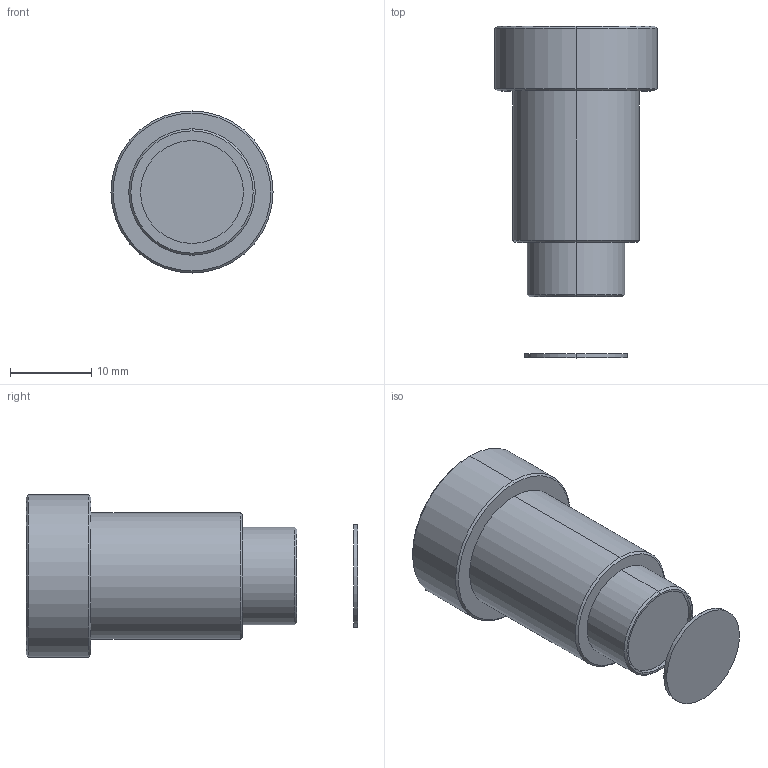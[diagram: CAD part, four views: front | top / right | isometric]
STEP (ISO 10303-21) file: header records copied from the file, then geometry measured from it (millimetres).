
FILE_DESCRIPTION (( 'STEP AP214' ), '1' );
FILE_NAME ('L046-35-M12.STEP', '', ( '' ), ( '' ), '', '', '' );
FILE_SCHEMA (( 'AUTOMOTIVE_DESIGN' ));
Length unit declared in the file: millimetre
Products named in the file (1): L046-35-M12
Bounding box: 20 x 40.95 x 20 mm (x, y, z)
Volume: 6565.9 mm3; surface area: 2601.4 mm2
Topology: 2 solids, 2 shells, 28 faces, 55 edges, 34 vertices
Faces by surface type: cone 10, cylinder 10, plane 7, sphere 1
Entity records: 747 total; most frequent: DIRECTION 142, CARTESIAN_POINT 113, ORIENTED_EDGE 104, AXIS2_PLACEMENT_3D 61, EDGE_CURVE 52, VERTEX_POINT 32, CIRCLE 32, EDGE_LOOP 32
